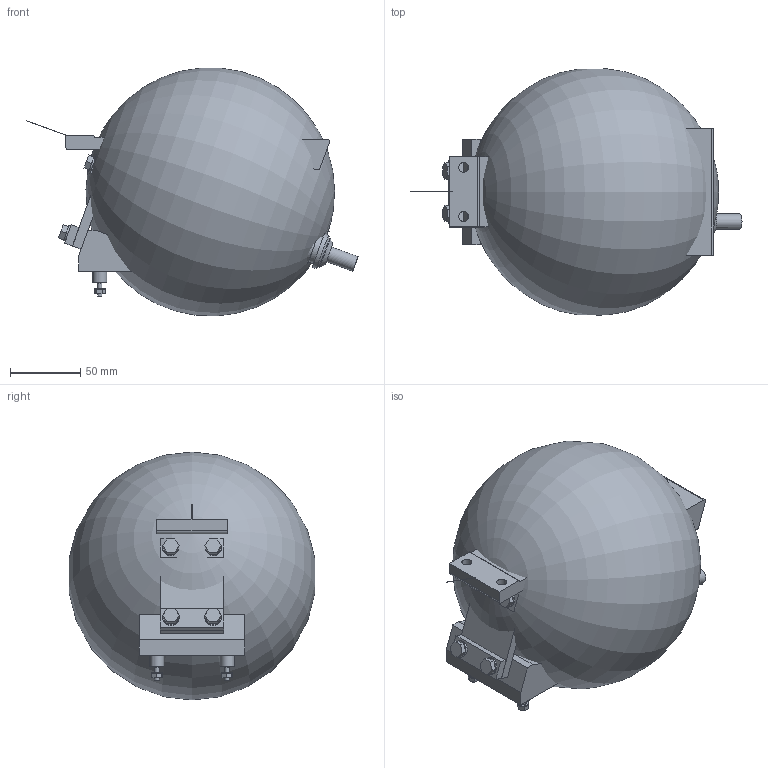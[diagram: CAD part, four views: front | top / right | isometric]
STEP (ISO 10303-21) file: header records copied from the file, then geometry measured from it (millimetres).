
FILE_DESCRIPTION(/* description */ (''),/* implementation_level */ '2;1');
FILE_NAME(/* name */ 'JD 20',/* time_stamp */ '2016-02-04T14:52:29+01:00',/* author */ (''),/* organization */ (''),/* preprocessor_version */ 'ST-DEVELOPER v15.7',/* originating_system */ 'HiCAD 2014 1902.3 Build 554',/* authorisation */ '');
FILE_SCHEMA (('AUTOMOTIVE_DESIGN { 1 0 10303 214 1 1 1 1 }'));
Length unit declared in the file: millimetre
Products named in the file (117): Root; -_Dosierantrieb JD 20; ENDDECKEL; BLATTFEDERN; AUSLAUF; EINLAUF; SCHRAUBEN-BLATTFEDER; SCHRAUBE; NE24018; MBKERDFV; N128; MBBGEWFV; NE24032; MBMGK_1F; N125; MANSCHETTE; KAPPE; HiCADRef:1260444029_TRAEGER; KLEMMLEISTEN; KL-A-U; KL-A-O; KL-E-U; KL-E-O; SCHRAUBEN-ENDDECKEL; PUFFER; PUFFER-EINL-LI; 0087240_Verlagerungspuffer JD A-1515; GUMMIKÖRPER; DIN 913-M4x12-45H_Gewindestifte_0; DIN 913-M4x10-45H_Gewindestifte_0; PUFFER-AUSL-LI; 0087239_Verlagerungspuffer JD A-10x15; PUFFER-EINL-RE; PUFFER-AUSL-RE; PG-VERSCHRAUBUNG; GEHAEUSE; Wirklinie
Assembly tree (116 placements, depth 6):
  Root
    -_Dosierantrieb JD 20
      ENDDECKEL
      BLATTFEDERN
        AUSLAUF
        EINLAUF
      SCHRAUBEN-BLATTFEDER
        SCHRAUBE
          NE24018
          MBKERDFV
          N128
        SCHRAUBE
          NE24018
          MBKERDFV
            MBBGEWFV
          N128
          NE24032
            MBMGK_1F
          N125
        SCHRAUBE
          NE24018
          MBKERDFV
            MBBGEWFV
          N128
          NE24032
            MBMGK_1F
          N125
        SCHRAUBE
          NE24018
          MBKERDFV
            MBBGEWFV
          N128
          NE24032
            MBMGK_1F
          N125
        SCHRAUBE
          NE24018
          MBKERDFV
            MBBGEWFV
          N128
          NE24032
            MBMGK_1F
          N125
        SCHRAUBE
          NE24018
          MBKERDFV
          N128
        SCHRAUBE
          NE24018
          N128
        SCHRAUBE
          NE24018
          N128
      MANSCHETTE
      KAPPE
      HiCADRef:1260444029_TRAEGER
      KLEMMLEISTEN
        KL-A-U
        KL-A-O
        KL-E-U
Bounding box: 236.49 x 175.22 x 176.57 mm (x, y, z)
Volume: 3380204.3 mm3; surface area: 286826.3 mm2
Topology: 83 solids, 89 shells, 623 faces, 1359 edges, 905 vertices
Faces by surface type: plane 440, cylinder 146, cone 34, torus 3
Full cylindrical faces by diameter (mm): 0.1 x1, 3.141 x12, 4 x12, 4.773 x23, 6 x13, 6.4 x8, 7 x4, 8 x5, 10 x2, 11 x1, 12 x10, 14 x1, 15 x2, 16 x2, 20 x3, 22 x2, 25.4 x2, 28 x1
Entity records: 30001 total; most frequent: DIRECTION 3177, CARTESIAN_POINT 2865, PRESENTATION_STYLE_ASSIGNMENT 2400, DRAUGHTING_PRE_DEFINED_CURVE_FONT 2312, CURVE_STYLE 2312, OVER_RIDING_STYLED_ITEM 2312, ORIENTED_EDGE 2312, COLOUR_RGB 2300
